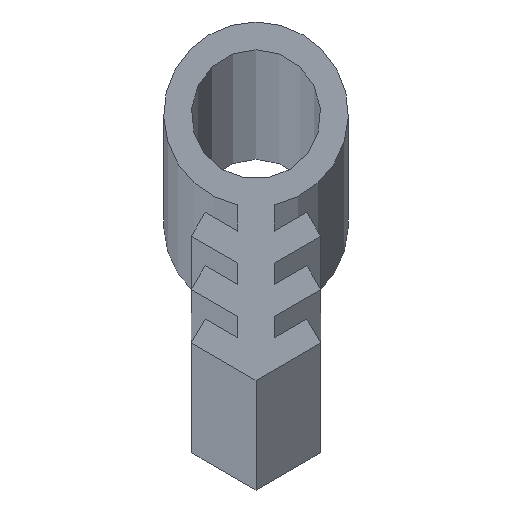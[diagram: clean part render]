
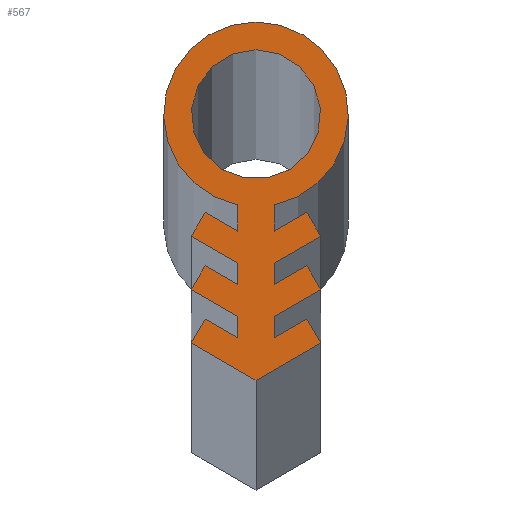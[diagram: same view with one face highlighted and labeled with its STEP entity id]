
A CAD part, top view. The second image highlights one B-rep face of the part: STEP entity #567.
In plain terms, the highlighted planar face has unit normal (0, 0, 1).
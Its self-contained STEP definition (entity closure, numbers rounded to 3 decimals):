
#15=FACE_BOUND('',#78,.T.);
#18=CIRCLE('',#615,2.5);
#19=CIRCLE('',#617,1.75);
#49=FACE_OUTER_BOUND('',#77,.T.);
#77=EDGE_LOOP('',(#463,#464,#465,#466,#467,#468,#469,#470,#471,#472,#473,
#474,#475,#476,#477,#478,#479,#480,#481,#482,#483,#484,#485,#486,#487));
#78=EDGE_LOOP('',(#488));
#83=LINE('',#769,#157);
#86=LINE('',#775,#160);
#89=LINE('',#781,#163);
#92=LINE('',#787,#166);
#95=LINE('',#793,#169);
#98=LINE('',#799,#172);
#101=LINE('',#805,#175);
#104=LINE('',#811,#178);
#107=LINE('',#817,#181);
#110=LINE('',#823,#184);
#113=LINE('',#829,#187);
#116=LINE('',#835,#190);
#119=LINE('',#841,#193);
#122=LINE('',#847,#196);
#125=LINE('',#853,#199);
#128=LINE('',#859,#202);
#131=LINE('',#865,#205);
#134=LINE('',#871,#208);
#137=LINE('',#877,#211);
#140=LINE('',#883,#214);
#143=LINE('',#889,#217);
#146=LINE('',#895,#220);
#149=LINE('',#901,#223);
#152=LINE('',#907,#226);
#157=VECTOR('',#627,10.);
#160=VECTOR('',#632,10.);
#163=VECTOR('',#637,10.);
#166=VECTOR('',#642,10.);
#169=VECTOR('',#647,10.);
#172=VECTOR('',#652,10.);
#175=VECTOR('',#657,10.);
#178=VECTOR('',#662,10.);
#181=VECTOR('',#667,10.);
#184=VECTOR('',#672,10.);
#187=VECTOR('',#677,10.);
#190=VECTOR('',#682,10.);
#193=VECTOR('',#687,10.);
#196=VECTOR('',#692,10.);
#199=VECTOR('',#697,10.);
#202=VECTOR('',#702,10.);
#205=VECTOR('',#707,10.);
#208=VECTOR('',#712,10.);
#211=VECTOR('',#717,10.);
#214=VECTOR('',#722,10.);
#217=VECTOR('',#727,10.);
#220=VECTOR('',#732,10.);
#223=VECTOR('',#737,10.);
#226=VECTOR('',#742,10.);
#231=VERTEX_POINT('',#766);
#232=VERTEX_POINT('',#768);
#234=VERTEX_POINT('',#774);
#236=VERTEX_POINT('',#780);
#238=VERTEX_POINT('',#786);
#240=VERTEX_POINT('',#792);
#242=VERTEX_POINT('',#798);
#244=VERTEX_POINT('',#804);
#246=VERTEX_POINT('',#810);
#248=VERTEX_POINT('',#816);
#250=VERTEX_POINT('',#822);
#252=VERTEX_POINT('',#828);
#254=VERTEX_POINT('',#834);
#256=VERTEX_POINT('',#840);
#258=VERTEX_POINT('',#846);
#260=VERTEX_POINT('',#852);
#262=VERTEX_POINT('',#858);
#264=VERTEX_POINT('',#864);
#266=VERTEX_POINT('',#870);
#268=VERTEX_POINT('',#876);
#270=VERTEX_POINT('',#882);
#272=VERTEX_POINT('',#888);
#274=VERTEX_POINT('',#894);
#276=VERTEX_POINT('',#900);
#278=VERTEX_POINT('',#906);
#279=VERTEX_POINT('',#913);
#283=EDGE_CURVE('',#232,#231,#83,.T.);
#286=EDGE_CURVE('',#234,#232,#86,.T.);
#289=EDGE_CURVE('',#236,#234,#89,.T.);
#292=EDGE_CURVE('',#238,#236,#92,.T.);
#295=EDGE_CURVE('',#240,#238,#95,.T.);
#298=EDGE_CURVE('',#242,#240,#98,.T.);
#301=EDGE_CURVE('',#244,#242,#101,.T.);
#304=EDGE_CURVE('',#246,#244,#104,.T.);
#307=EDGE_CURVE('',#248,#246,#107,.T.);
#310=EDGE_CURVE('',#250,#248,#110,.T.);
#313=EDGE_CURVE('',#252,#250,#113,.T.);
#316=EDGE_CURVE('',#254,#252,#116,.T.);
#319=EDGE_CURVE('',#256,#254,#119,.T.);
#322=EDGE_CURVE('',#258,#256,#122,.T.);
#325=EDGE_CURVE('',#260,#258,#125,.T.);
#328=EDGE_CURVE('',#262,#260,#128,.T.);
#331=EDGE_CURVE('',#264,#262,#131,.T.);
#334=EDGE_CURVE('',#266,#264,#134,.T.);
#337=EDGE_CURVE('',#268,#266,#137,.T.);
#340=EDGE_CURVE('',#270,#268,#140,.T.);
#343=EDGE_CURVE('',#272,#270,#143,.T.);
#346=EDGE_CURVE('',#274,#272,#146,.T.);
#349=EDGE_CURVE('',#276,#274,#149,.T.);
#352=EDGE_CURVE('',#278,#276,#152,.T.);
#355=EDGE_CURVE('',#231,#278,#18,.T.);
#356=EDGE_CURVE('',#279,#279,#19,.T.);
#463=ORIENTED_EDGE('',*,*,#316,.T.);
#464=ORIENTED_EDGE('',*,*,#313,.T.);
#465=ORIENTED_EDGE('',*,*,#310,.T.);
#466=ORIENTED_EDGE('',*,*,#307,.T.);
#467=ORIENTED_EDGE('',*,*,#304,.T.);
#468=ORIENTED_EDGE('',*,*,#301,.T.);
#469=ORIENTED_EDGE('',*,*,#298,.T.);
#470=ORIENTED_EDGE('',*,*,#295,.T.);
#471=ORIENTED_EDGE('',*,*,#292,.T.);
#472=ORIENTED_EDGE('',*,*,#289,.T.);
#473=ORIENTED_EDGE('',*,*,#286,.T.);
#474=ORIENTED_EDGE('',*,*,#283,.T.);
#475=ORIENTED_EDGE('',*,*,#355,.T.);
#476=ORIENTED_EDGE('',*,*,#352,.T.);
#477=ORIENTED_EDGE('',*,*,#349,.T.);
#478=ORIENTED_EDGE('',*,*,#346,.T.);
#479=ORIENTED_EDGE('',*,*,#343,.T.);
#480=ORIENTED_EDGE('',*,*,#340,.T.);
#481=ORIENTED_EDGE('',*,*,#337,.T.);
#482=ORIENTED_EDGE('',*,*,#334,.T.);
#483=ORIENTED_EDGE('',*,*,#331,.T.);
#484=ORIENTED_EDGE('',*,*,#328,.T.);
#485=ORIENTED_EDGE('',*,*,#325,.T.);
#486=ORIENTED_EDGE('',*,*,#322,.T.);
#487=ORIENTED_EDGE('',*,*,#319,.T.);
#488=ORIENTED_EDGE('',*,*,#356,.T.);
#539=PLANE('',#619);
#567=ADVANCED_FACE('',(#49,#15),#539,.T.);
#615=AXIS2_PLACEMENT_3D('',#911,#748,#749);
#617=AXIS2_PLACEMENT_3D('',#914,#752,#753);
#619=AXIS2_PLACEMENT_3D('',#918,#757,#758);
#627=DIRECTION('',(0.,1.,0.));
#632=DIRECTION('',(-0.866,-0.5,0.));
#637=DIRECTION('',(-0.5,0.866,0.));
#642=DIRECTION('',(0.866,0.5,0.));
#647=DIRECTION('',(0.,1.,0.));
#652=DIRECTION('',(-0.866,-0.5,0.));
#657=DIRECTION('',(-0.5,0.866,0.));
#662=DIRECTION('',(0.866,0.5,0.));
#667=DIRECTION('',(0.,1.,0.));
#672=DIRECTION('',(-0.866,-0.5,0.));
#677=DIRECTION('',(-0.5,0.866,0.));
#682=DIRECTION('',(0.866,0.5,0.));
#687=DIRECTION('',(0.866,-0.5,0.));
#692=DIRECTION('',(-0.5,-0.866,0.));
#697=DIRECTION('',(-0.866,0.5,0.));
#702=DIRECTION('',(0.,-1.,0.));
#707=DIRECTION('',(0.866,-0.5,0.));
#712=DIRECTION('',(-0.5,-0.866,0.));
#717=DIRECTION('',(-0.866,0.5,0.));
#722=DIRECTION('',(0.,-1.,0.));
#727=DIRECTION('',(0.866,-0.5,0.));
#732=DIRECTION('',(-0.5,-0.866,0.));
#737=DIRECTION('',(-0.866,0.5,0.));
#742=DIRECTION('',(0.,-1.,0.));
#748=DIRECTION('center_axis',(0.,0.,1.));
#749=DIRECTION('ref_axis',(0.2,-0.98,0.));
#752=DIRECTION('center_axis',(0.,0.,-1.));
#753=DIRECTION('ref_axis',(0.,-1.,0.));
#757=DIRECTION('center_axis',(0.,0.,1.));
#758=DIRECTION('ref_axis',(1.,0.,0.));
#766=CARTESIAN_POINT('',(0.5,4.75,1700.));
#768=CARTESIAN_POINT('',(0.5,4.041,1700.));
#769=CARTESIAN_POINT('',(0.5,4.041,1700.));
#774=CARTESIAN_POINT('',(1.375,4.547,1700.));
#775=CARTESIAN_POINT('',(1.375,4.547,1700.));
#780=CARTESIAN_POINT('',(1.75,3.897,1700.));
#781=CARTESIAN_POINT('',(1.75,3.897,1700.));
#786=CARTESIAN_POINT('',(0.5,3.175,1700.));
#787=CARTESIAN_POINT('',(0.5,3.175,1700.));
#792=CARTESIAN_POINT('',(0.5,2.598,1700.));
#793=CARTESIAN_POINT('',(0.5,2.598,1700.));
#798=CARTESIAN_POINT('',(1.375,3.103,1700.));
#799=CARTESIAN_POINT('',(1.375,3.103,1700.));
#804=CARTESIAN_POINT('',(1.75,2.454,1700.));
#805=CARTESIAN_POINT('',(1.75,2.454,1700.));
#810=CARTESIAN_POINT('',(0.5,1.732,1700.));
#811=CARTESIAN_POINT('',(0.5,1.732,1700.));
#816=CARTESIAN_POINT('',(0.5,1.155,1700.));
#817=CARTESIAN_POINT('',(0.5,1.155,1700.));
#822=CARTESIAN_POINT('',(1.375,1.66,1700.));
#823=CARTESIAN_POINT('',(1.375,1.66,1700.));
#828=CARTESIAN_POINT('',(1.75,1.01,1700.));
#829=CARTESIAN_POINT('',(1.75,1.01,1700.));
#834=CARTESIAN_POINT('',(0.,0.,1700.));
#835=CARTESIAN_POINT('',(0.,0.,1700.));
#840=CARTESIAN_POINT('',(-1.75,1.01,1700.));
#841=CARTESIAN_POINT('',(-1.75,1.01,1700.));
#846=CARTESIAN_POINT('',(-1.375,1.66,1700.));
#847=CARTESIAN_POINT('',(-1.375,1.66,1700.));
#852=CARTESIAN_POINT('',(-0.5,1.155,1700.));
#853=CARTESIAN_POINT('',(-0.5,1.155,1700.));
#858=CARTESIAN_POINT('',(-0.5,1.732,1700.));
#859=CARTESIAN_POINT('',(-0.5,1.732,1700.));
#864=CARTESIAN_POINT('',(-1.75,2.454,1700.));
#865=CARTESIAN_POINT('',(-1.75,2.454,1700.));
#870=CARTESIAN_POINT('',(-1.375,3.103,1700.));
#871=CARTESIAN_POINT('',(-1.375,3.103,1700.));
#876=CARTESIAN_POINT('',(-0.5,2.598,1700.));
#877=CARTESIAN_POINT('',(-0.5,2.598,1700.));
#882=CARTESIAN_POINT('',(-0.5,3.175,1700.));
#883=CARTESIAN_POINT('',(-0.5,3.175,1700.));
#888=CARTESIAN_POINT('',(-1.75,3.897,1700.));
#889=CARTESIAN_POINT('',(-1.75,3.897,1700.));
#894=CARTESIAN_POINT('',(-1.375,4.547,1700.));
#895=CARTESIAN_POINT('',(-1.375,4.547,1700.));
#900=CARTESIAN_POINT('',(-0.5,4.041,1700.));
#901=CARTESIAN_POINT('',(-0.5,4.041,1700.));
#906=CARTESIAN_POINT('',(-0.5,4.75,1700.));
#907=CARTESIAN_POINT('',(-0.5,4.75,1700.));
#911=CARTESIAN_POINT('Origin',(0.,7.199,1700.));
#913=CARTESIAN_POINT('',(0.,8.949,1700.));
#914=CARTESIAN_POINT('Origin',(0.,7.199,1700.));
#918=CARTESIAN_POINT('Origin',(-0.939,4.368,1700.));
